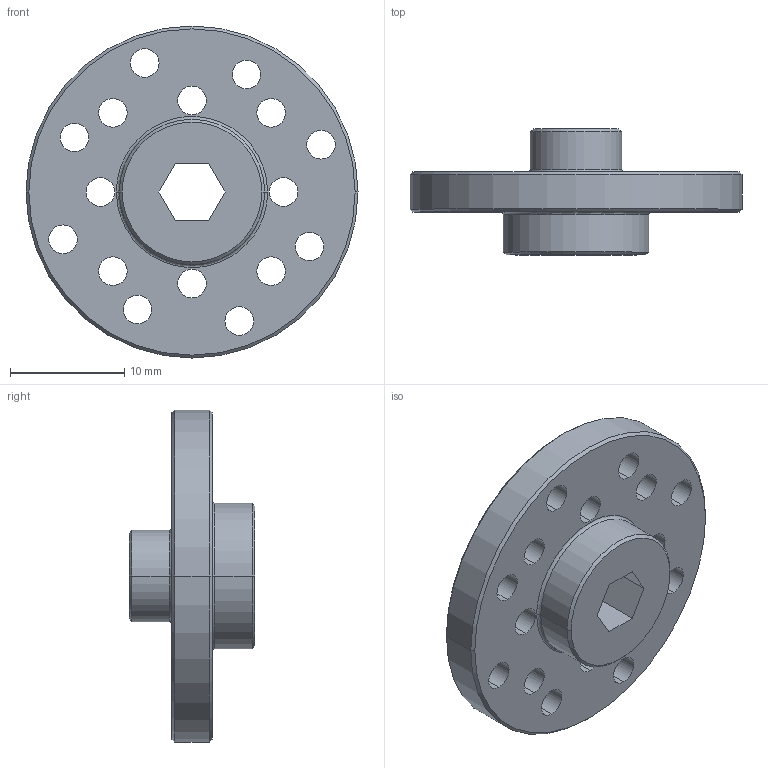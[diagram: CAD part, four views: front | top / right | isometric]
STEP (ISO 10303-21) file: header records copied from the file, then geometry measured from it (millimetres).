
FILE_DESCRIPTION (( 'STEP AP203' ), '1' );
FILE_NAME ('REV-41-1833.STEP', '2019-10-14T23:42:03', ( '' ), ( '' ), 'SwSTEP 2.0', 'SolidWorks 2018', '' );
FILE_SCHEMA (( 'CONFIG_CONTROL_DESIGN' ));
Length unit declared in the file: millimetre
Products named in the file (1): REV-41-1833
Bounding box: 29 x 11 x 29 mm (x, y, z)
Volume: 2455.5 mm3; surface area: 2270.3 mm2
Topology: 1 solids, 1 shells, 60 faces, 156 edges, 100 vertices
Faces by surface type: cylinder 38, plane 10, cone 8, bspline 4
Entity records: 2061 total; most frequent: CARTESIAN_POINT 389, DIRECTION 354, ORIENTED_EDGE 312, EDGE_CURVE 156, AXIS2_PLACEMENT_3D 145, VERTEX_POINT 100, EDGE_LOOP 96, CIRCLE 88
